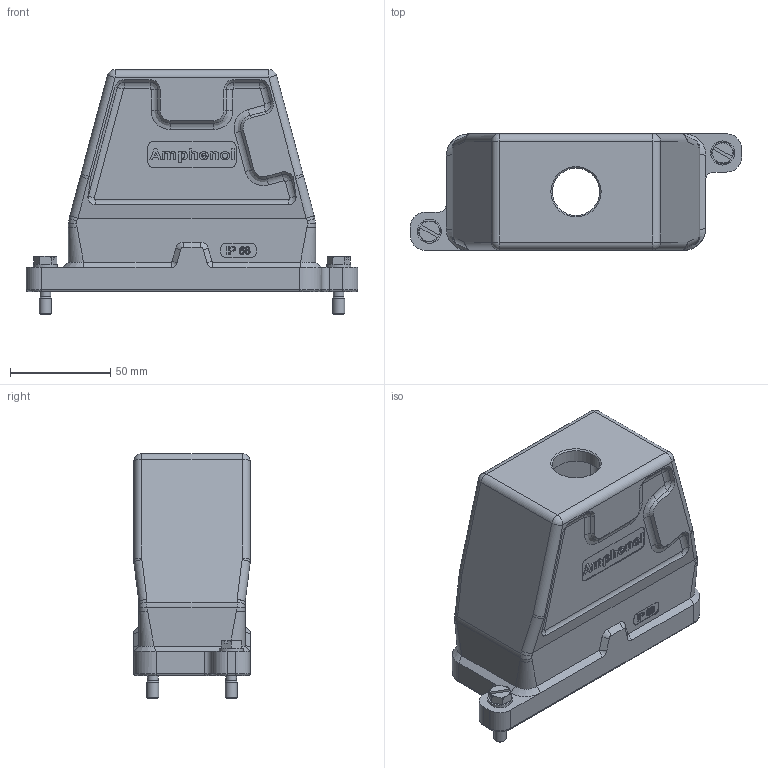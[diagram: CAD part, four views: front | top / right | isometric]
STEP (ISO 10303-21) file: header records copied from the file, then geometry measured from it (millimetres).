
FILE_DESCRIPTION(/* description */ (''),/* implementation_level */ '2;1');
FILE_NAME(/* name */ 'c146 68r016 650 8nxc001-01.stp',/* time_stamp */ '2020-08-12T09:41:18+02:00',/* author */ (''),/* organization */ (''),/* preprocessor_version */ 'ST-DEVELOPER v16.7',/* originating_system */ 'SIEMENS PLM Software NX 12.0',/* authorisation */ '');
FILE_SCHEMA (('AUTOMOTIVE_DESIGN { 1 0 10303 214 3 1 1 1 }'));
Length unit declared in the file: millimetre
Products named in the file (1): c146 68r016 650 8nxc001-01
Bounding box: 165 x 58 x 121.9 mm (x, y, z)
Volume: 235298.5 mm3; surface area: 81945.7 mm2
Topology: 1 solids, 1 shells, 861 faces, 2267 edges, 1450 vertices
Faces by surface type: plane 320, bspline 212, cylinder 132, extrusion 128, cone 43, torus 16, sphere 10
Full cylindrical faces by diameter (mm): 2.5 x4, 3.5 x4, 5.3 x2, 6 x2, 12 x2, 23.539 x1
Entity records: 35535 total; most frequent: CARTESIAN_POINT 10667, ORIENTED_EDGE 4408, DIRECTION 3341, EDGE_CURVE 2204, VERTEX_POINT 1435, VECTOR 1267, LINE 1139, AXIS2_PLACEMENT_3D 1037
